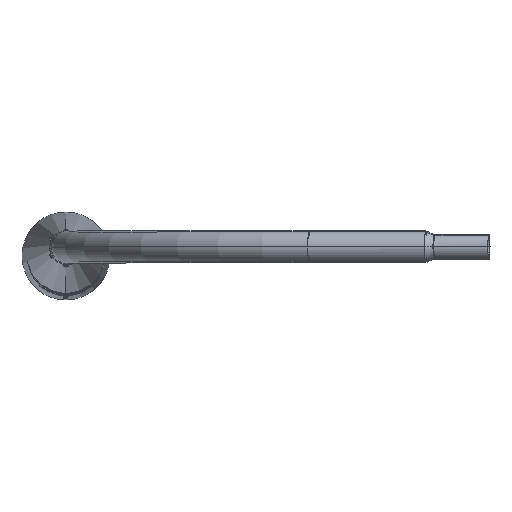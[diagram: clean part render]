
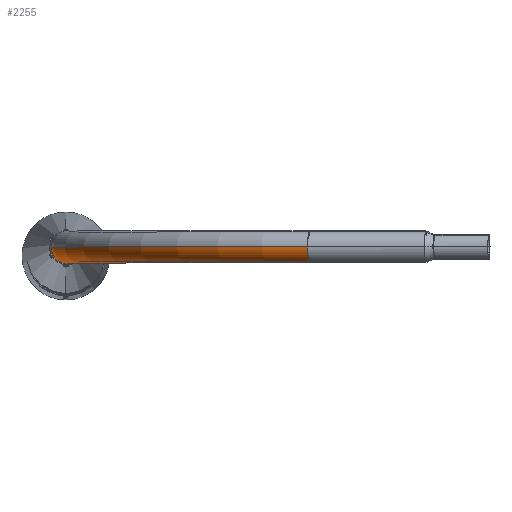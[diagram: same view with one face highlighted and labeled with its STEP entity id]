
A CAD part, top view. The second image highlights one B-rep face of the part: STEP entity #2255.
In plain terms, the highlighted toroidal (fillet/blend) face has major radius 630 mm and minor radius 38.05 mm.
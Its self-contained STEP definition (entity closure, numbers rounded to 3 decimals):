
#99 = DIRECTION ( 'NONE',  ( 0., 0., -1. ) ) ;
#143 = VERTEX_POINT ( 'NONE', #2733 ) ;
#449 = CARTESIAN_POINT ( 'NONE',  ( 0., 835.259, 0. ) ) ;
#837 = CARTESIAN_POINT ( 'NONE',  ( 630., 835.259, 0. ) ) ;
#1024 = EDGE_CURVE ( 'NONE', #7542, #2212, #5253, .T. ) ;
#1045 = DIRECTION ( 'NONE',  ( 0., 1., 0. ) ) ;
#1584 = CIRCLE ( 'NONE', #4399, 668.05 ) ;
#1652 = AXIS2_PLACEMENT_3D ( 'NONE', #7255, #5109, #3630 ) ;
#1836 = ORIENTED_EDGE ( 'NONE', *, *, #6204, .T. ) ;
#1882 = VERTEX_POINT ( 'NONE', #7565 ) ;
#1910 = FACE_OUTER_BOUND ( 'NONE', #4269, .T. ) ;
#2212 = VERTEX_POINT ( 'NONE', #3391 ) ;
#2255 = ADVANCED_FACE ( 'NONE', ( #1910 ), #7461, .T. ) ;
#2733 = CARTESIAN_POINT ( 'NONE',  ( -38.05, 835.259, 0. ) ) ;
#2795 = CARTESIAN_POINT ( 'NONE',  ( 630., 835.259, 0. ) ) ;
#3391 = CARTESIAN_POINT ( 'NONE',  ( 578.408, 1424.956, 0. ) ) ;
#3504 = AXIS2_PLACEMENT_3D ( 'NONE', #6385, #4356, #4949 ) ;
#3567 = DIRECTION ( 'NONE',  ( 0., 0., -1. ) ) ;
#3630 = DIRECTION ( 'NONE',  ( -0.087, 0.996, 0. ) ) ;
#4269 = EDGE_LOOP ( 'NONE', ( #5752, #1836, #5216, #7778 ) ) ;
#4356 = DIRECTION ( 'NONE',  ( 0., 0., -1. ) ) ;
#4399 = AXIS2_PLACEMENT_3D ( 'NONE', #837, #3567, #6570 ) ;
#4949 = DIRECTION ( 'NONE',  ( -1., 0., 0. ) ) ;
#5109 = DIRECTION ( 'NONE',  ( 0.996, 0.087, 0. ) ) ;
#5216 = ORIENTED_EDGE ( 'NONE', *, *, #1024, .T. ) ;
#5253 = CIRCLE ( 'NONE', #8144, 591.95 ) ;
#5634 = CIRCLE ( 'NONE', #1652, 38.05 ) ;
#5752 = ORIENTED_EDGE ( 'NONE', *, *, #9023, .F. ) ;
#6051 = EDGE_CURVE ( 'NONE', #1882, #2212, #5634, .T. ) ;
#6204 = EDGE_CURVE ( 'NONE', #143, #7542, #7842, .T. ) ;
#6289 = DIRECTION ( 'NONE',  ( -1., 0., 0. ) ) ;
#6385 = CARTESIAN_POINT ( 'NONE',  ( 630., 835.259, 0. ) ) ;
#6570 = DIRECTION ( 'NONE',  ( -1., 0., 0. ) ) ;
#6907 = CARTESIAN_POINT ( 'NONE',  ( 38.05, 835.259, 0. ) ) ;
#7255 = CARTESIAN_POINT ( 'NONE',  ( 575.092, 1462.861, 0. ) ) ;
#7461 = TOROIDAL_SURFACE ( 'NONE', #3504, 630., 38.05 ) ;
#7542 = VERTEX_POINT ( 'NONE', #6907 ) ;
#7565 = CARTESIAN_POINT ( 'NONE',  ( 571.776, 1500.766, 0. ) ) ;
#7778 = ORIENTED_EDGE ( 'NONE', *, *, #6051, .F. ) ;
#7842 = CIRCLE ( 'NONE', #8695, 38.05 ) ;
#8144 = AXIS2_PLACEMENT_3D ( 'NONE', #2795, #99, #6289 ) ;
#8676 = DIRECTION ( 'NONE',  ( -1., 0., 0. ) ) ;
#8695 = AXIS2_PLACEMENT_3D ( 'NONE', #449, #1045, #8676 ) ;
#9023 = EDGE_CURVE ( 'NONE', #143, #1882, #1584, .T. ) ;
